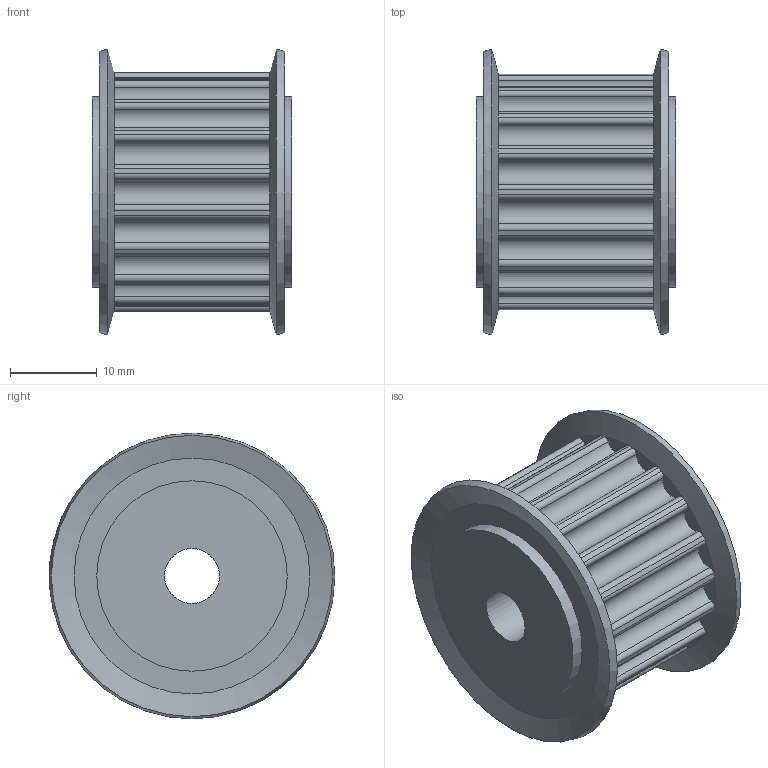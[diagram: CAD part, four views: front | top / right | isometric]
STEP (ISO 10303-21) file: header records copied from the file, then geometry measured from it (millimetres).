
FILE_DESCRIPTION(/* description */ ('STEP AP214'),/* implementation_level */ '2;1');
FILE_NAME(/* name */ 'GPA18MR5150-A-HUC',/* time_stamp */ '2025-04-15T23:04:07+02:00',/* author */ ('License CC BY-ND 4.0'),/* organization */ ('CADENAS'),/* preprocessor_version */ 'ST-DEVELOPER v19.3',/* originating_system */ 'PARTsolutions',/* authorisation */ ' ');
FILE_SCHEMA (('AUTOMOTIVE_DESIGN {1 0 10303 214 3 1 1}'));
Length unit declared in the file: millimetre
Products named in the file (2): GPA18MR5150-A-HUC; GPA18MR5150-A-HUC_b
Assembly tree (1 placements, depth 2):
  GPA18MR5150-A-HUC
    GPA18MR5150-A-HUC_b
Bounding box: 23 x 33 x 33 mm (x, y, z)
Volume: 11257.2 mm3; surface area: 5340 mm2
Topology: 1 solids, 1 shells, 121 faces, 275 edges, 158 vertices
Faces by surface type: cylinder 75, plane 40, cone 6
Full cylindrical faces by diameter (mm): 6.35 x1, 22 x2
Entity records: 3403 total; most frequent: DIRECTION 702, CARTESIAN_POINT 543, ORIENTED_EDGE 528, AXIS2_PLACEMENT_3D 315, EDGE_CURVE 264, CIRCLE 192, VERTEX_POINT 156, EDGE_LOOP 134
